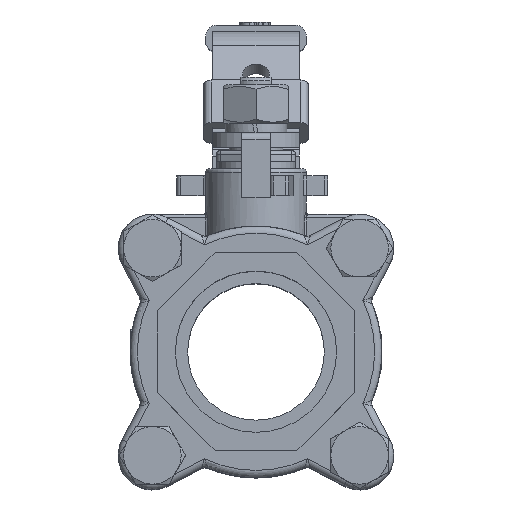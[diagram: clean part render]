
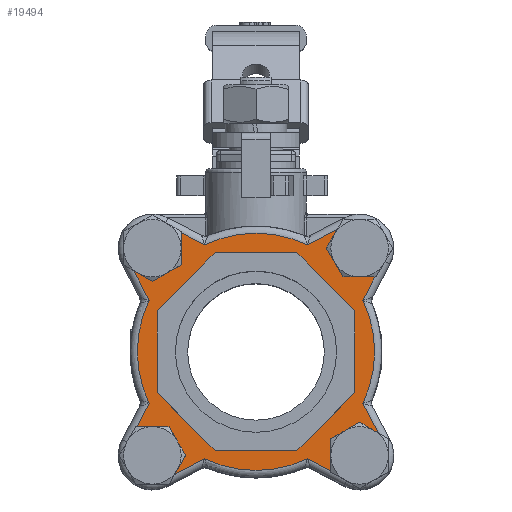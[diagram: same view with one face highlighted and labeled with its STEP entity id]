
A CAD part, top view. The second image highlights one B-rep face of the part: STEP entity #19494.
In plain terms, the highlighted planar face has unit normal (0, 0, 1).
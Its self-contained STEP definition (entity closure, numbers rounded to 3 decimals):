
#1073=FACE_BOUND('',#3773,.T.);
#1074=FACE_BOUND('',#3774,.T.);
#1075=FACE_BOUND('',#3775,.T.);
#1076=FACE_BOUND('',#3776,.T.);
#1077=FACE_BOUND('',#3777,.T.);
#1649=CIRCLE('',#20631,33.);
#1655=CIRCLE('',#20641,33.);
#1664=CIRCLE('',#20657,33.);
#1674=CIRCLE('',#20675,33.);
#1711=CIRCLE('',#20742,7.5);
#1712=CIRCLE('',#20745,7.5);
#1713=CIRCLE('',#20747,7.5);
#1714=CIRCLE('',#20749,7.5);
#1715=CIRCLE('',#20751,5.25);
#1716=CIRCLE('',#20752,5.25);
#1717=CIRCLE('',#20753,5.25);
#1718=CIRCLE('',#20754,5.25);
#2623=FACE_OUTER_BOUND('',#3772,.T.);
#3772=EDGE_LOOP('',(#15345,#15346,#15347,#15348,#15349,#15350,#15351,#15352,
#15353,#15354,#15355,#15356,#15357,#15358,#15359,#15360));
#3773=EDGE_LOOP('',(#15361));
#3774=EDGE_LOOP('',(#15362));
#3775=EDGE_LOOP('',(#15363));
#3776=EDGE_LOOP('',(#15364));
#3777=EDGE_LOOP('',(#15365,#15366,#15367,#15368,#15369,#15370,#15371,#15372));
#5133=LINE('',#32594,#6576);
#5141=LINE('',#32849,#6584);
#5148=LINE('',#33011,#6591);
#5152=LINE('',#33132,#6595);
#5159=LINE('',#33294,#6602);
#5170=LINE('',#33585,#6613);
#5185=LINE('',#33650,#6628);
#5186=LINE('',#33656,#6629);
#5187=LINE('',#33674,#6630);
#5188=LINE('',#33676,#6631);
#5189=LINE('',#33678,#6632);
#5190=LINE('',#33680,#6633);
#5191=LINE('',#33682,#6634);
#5192=LINE('',#33684,#6635);
#5193=LINE('',#33686,#6636);
#5194=LINE('',#33687,#6637);
#6576=VECTOR('',#23637,10.);
#6584=VECTOR('',#23683,10.);
#6591=VECTOR('',#23704,10.);
#6595=VECTOR('',#23730,10.);
#6602=VECTOR('',#23751,10.);
#6613=VECTOR('',#23818,10.);
#6628=VECTOR('',#23913,10.);
#6629=VECTOR('',#23922,10.);
#6630=VECTOR('',#23945,10.);
#6631=VECTOR('',#23946,10.);
#6632=VECTOR('',#23947,10.);
#6633=VECTOR('',#23948,10.);
#6634=VECTOR('',#23949,10.);
#6635=VECTOR('',#23950,10.);
#6636=VECTOR('',#23951,10.);
#6637=VECTOR('',#23952,10.);
#8283=VERTEX_POINT('',#32575);
#8284=VERTEX_POINT('',#32593);
#8287=VERTEX_POINT('',#32601);
#8292=VERTEX_POINT('',#32656);
#8300=VERTEX_POINT('',#32743);
#8305=VERTEX_POINT('',#32847);
#8308=VERTEX_POINT('',#32885);
#8316=VERTEX_POINT('',#33010);
#8318=VERTEX_POINT('',#33016);
#8325=VERTEX_POINT('',#33130);
#8328=VERTEX_POINT('',#33168);
#8336=VERTEX_POINT('',#33293);
#8338=VERTEX_POINT('',#33299);
#8361=VERTEX_POINT('',#33583);
#8371=VERTEX_POINT('',#33648);
#8372=VERTEX_POINT('',#33652);
#8373=VERTEX_POINT('',#33664);
#8374=VERTEX_POINT('',#33666);
#8375=VERTEX_POINT('',#33668);
#8376=VERTEX_POINT('',#33670);
#8377=VERTEX_POINT('',#33672);
#8378=VERTEX_POINT('',#33673);
#8379=VERTEX_POINT('',#33675);
#8380=VERTEX_POINT('',#33677);
#8381=VERTEX_POINT('',#33679);
#8382=VERTEX_POINT('',#33681);
#8383=VERTEX_POINT('',#33683);
#8384=VERTEX_POINT('',#33685);
#10629=EDGE_CURVE('',#8283,#8284,#5133,.T.);
#10634=EDGE_CURVE('',#8287,#8283,#1649,.T.);
#10651=EDGE_CURVE('',#8292,#8300,#1655,.T.);
#10661=EDGE_CURVE('',#8305,#8287,#5141,.T.);
#10676=EDGE_CURVE('',#8308,#8316,#5148,.T.);
#10680=EDGE_CURVE('',#8318,#8308,#1664,.T.);
#10692=EDGE_CURVE('',#8325,#8318,#5152,.T.);
#10707=EDGE_CURVE('',#8328,#8336,#5159,.T.);
#10711=EDGE_CURVE('',#8338,#8328,#1674,.T.);
#10747=EDGE_CURVE('',#8361,#8338,#5170,.T.);
#10779=EDGE_CURVE('',#8371,#8292,#5185,.T.);
#10781=EDGE_CURVE('',#8372,#8361,#1711,.T.);
#10782=EDGE_CURVE('',#8300,#8372,#5186,.T.);
#10783=EDGE_CURVE('',#8336,#8325,#1712,.T.);
#10784=EDGE_CURVE('',#8284,#8371,#1713,.T.);
#10785=EDGE_CURVE('',#8316,#8305,#1714,.T.);
#10786=EDGE_CURVE('',#8373,#8373,#1715,.T.);
#10787=EDGE_CURVE('',#8374,#8374,#1716,.T.);
#10788=EDGE_CURVE('',#8375,#8375,#1717,.T.);
#10789=EDGE_CURVE('',#8376,#8376,#1718,.T.);
#10790=EDGE_CURVE('',#8377,#8378,#5187,.T.);
#10791=EDGE_CURVE('',#8378,#8379,#5188,.T.);
#10792=EDGE_CURVE('',#8379,#8380,#5189,.T.);
#10793=EDGE_CURVE('',#8380,#8381,#5190,.T.);
#10794=EDGE_CURVE('',#8381,#8382,#5191,.T.);
#10795=EDGE_CURVE('',#8382,#8383,#5192,.T.);
#10796=EDGE_CURVE('',#8383,#8384,#5193,.T.);
#10797=EDGE_CURVE('',#8384,#8377,#5194,.T.);
#15345=ORIENTED_EDGE('',*,*,#10692,.F.);
#15346=ORIENTED_EDGE('',*,*,#10783,.F.);
#15347=ORIENTED_EDGE('',*,*,#10707,.F.);
#15348=ORIENTED_EDGE('',*,*,#10711,.F.);
#15349=ORIENTED_EDGE('',*,*,#10747,.F.);
#15350=ORIENTED_EDGE('',*,*,#10781,.F.);
#15351=ORIENTED_EDGE('',*,*,#10782,.F.);
#15352=ORIENTED_EDGE('',*,*,#10651,.F.);
#15353=ORIENTED_EDGE('',*,*,#10779,.F.);
#15354=ORIENTED_EDGE('',*,*,#10784,.F.);
#15355=ORIENTED_EDGE('',*,*,#10629,.F.);
#15356=ORIENTED_EDGE('',*,*,#10634,.F.);
#15357=ORIENTED_EDGE('',*,*,#10661,.F.);
#15358=ORIENTED_EDGE('',*,*,#10785,.F.);
#15359=ORIENTED_EDGE('',*,*,#10676,.F.);
#15360=ORIENTED_EDGE('',*,*,#10680,.F.);
#15361=ORIENTED_EDGE('',*,*,#10786,.T.);
#15362=ORIENTED_EDGE('',*,*,#10787,.T.);
#15363=ORIENTED_EDGE('',*,*,#10788,.T.);
#15364=ORIENTED_EDGE('',*,*,#10789,.T.);
#15365=ORIENTED_EDGE('',*,*,#10790,.T.);
#15366=ORIENTED_EDGE('',*,*,#10791,.T.);
#15367=ORIENTED_EDGE('',*,*,#10792,.T.);
#15368=ORIENTED_EDGE('',*,*,#10793,.T.);
#15369=ORIENTED_EDGE('',*,*,#10794,.T.);
#15370=ORIENTED_EDGE('',*,*,#10795,.T.);
#15371=ORIENTED_EDGE('',*,*,#10796,.T.);
#15372=ORIENTED_EDGE('',*,*,#10797,.T.);
#17509=PLANE('',#20750);
#19494=ADVANCED_FACE('',(#2623,#1073,#1074,#1075,#1076,#1077),#17509,.T.);
#20631=AXIS2_PLACEMENT_3D('',#32610,#23645,#23646);
#20641=AXIS2_PLACEMENT_3D('',#32744,#23669,#23670);
#20657=AXIS2_PLACEMENT_3D('',#33025,#23711,#23712);
#20675=AXIS2_PLACEMENT_3D('',#33308,#23758,#23759);
#20742=AXIS2_PLACEMENT_3D('',#33654,#23918,#23919);
#20745=AXIS2_PLACEMENT_3D('',#33658,#23925,#23926);
#20747=AXIS2_PLACEMENT_3D('',#33660,#23929,#23930);
#20749=AXIS2_PLACEMENT_3D('',#33662,#23933,#23934);
#20750=AXIS2_PLACEMENT_3D('',#33663,#23935,#23936);
#20751=AXIS2_PLACEMENT_3D('',#33665,#23937,#23938);
#20752=AXIS2_PLACEMENT_3D('',#33667,#23939,#23940);
#20753=AXIS2_PLACEMENT_3D('',#33669,#23941,#23942);
#20754=AXIS2_PLACEMENT_3D('',#33671,#23943,#23944);
#23637=DIRECTION('',(-0.462,0.887,0.));
#23645=DIRECTION('center_axis',(0.,0.,-1.));
#23646=DIRECTION('ref_axis',(-1.,0.,0.));
#23669=DIRECTION('center_axis',(0.,0.,-1.));
#23670=DIRECTION('ref_axis',(0.,1.,0.));
#23683=DIRECTION('',(0.462,0.887,0.));
#23704=DIRECTION('',(-0.887,-0.462,0.));
#23711=DIRECTION('center_axis',(0.,0.,-1.));
#23712=DIRECTION('ref_axis',(0.,-1.,0.));
#23730=DIRECTION('',(-0.887,0.462,0.));
#23751=DIRECTION('',(0.462,-0.887,0.));
#23758=DIRECTION('center_axis',(0.,0.,-1.));
#23759=DIRECTION('ref_axis',(1.,0.,0.));
#23818=DIRECTION('',(-0.462,-0.887,0.));
#23913=DIRECTION('',(0.887,-0.462,0.));
#23918=DIRECTION('center_axis',(0.,0.,-1.));
#23919=DIRECTION('ref_axis',(0.707,0.707,0.));
#23922=DIRECTION('',(0.887,0.462,0.));
#23925=DIRECTION('center_axis',(0.,0.,-1.));
#23926=DIRECTION('ref_axis',(0.707,-0.707,0.));
#23929=DIRECTION('center_axis',(0.,0.,-1.));
#23930=DIRECTION('ref_axis',(-0.707,0.707,0.));
#23933=DIRECTION('center_axis',(0.,0.,-1.));
#23934=DIRECTION('ref_axis',(-0.707,-0.707,0.));
#23935=DIRECTION('center_axis',(0.,0.,1.));
#23936=DIRECTION('ref_axis',(-1.,0.,0.));
#23937=DIRECTION('center_axis',(0.,0.,-1.));
#23938=DIRECTION('ref_axis',(1.,0.,0.));
#23939=DIRECTION('center_axis',(0.,0.,-1.));
#23940=DIRECTION('ref_axis',(1.,0.,0.));
#23941=DIRECTION('center_axis',(0.,0.,-1.));
#23942=DIRECTION('ref_axis',(1.,0.,0.));
#23943=DIRECTION('center_axis',(0.,0.,-1.));
#23944=DIRECTION('ref_axis',(1.,0.,0.));
#23945=DIRECTION('',(0.707,0.707,0.));
#23946=DIRECTION('',(1.,0.,0.));
#23947=DIRECTION('',(0.707,-0.707,0.));
#23948=DIRECTION('',(0.,-1.,0.));
#23949=DIRECTION('',(-0.707,-0.707,0.));
#23950=DIRECTION('',(-1.,0.,0.));
#23951=DIRECTION('',(-0.707,0.707,0.));
#23952=DIRECTION('',(0.,1.,0.));
#32575=CARTESIAN_POINT('',(-29.727,14.329,36.));
#32593=CARTESIAN_POINT('',(-35.467,25.35,36.));
#32594=CARTESIAN_POINT('',(-26.491,8.115,36.));
#32601=CARTESIAN_POINT('',(-29.727,-14.329,36.));
#32610=CARTESIAN_POINT('Origin',(0.,0.,36.));
#32656=CARTESIAN_POINT('',(-14.329,29.727,36.));
#32743=CARTESIAN_POINT('',(14.329,29.727,36.));
#32744=CARTESIAN_POINT('Origin',(0.,0.,36.));
#32847=CARTESIAN_POINT('',(-35.467,-25.35,36.));
#32849=CARTESIAN_POINT('',(-23.848,-3.04,36.));
#32885=CARTESIAN_POINT('',(-14.329,-29.727,36.));
#33010=CARTESIAN_POINT('',(-25.35,-35.467,36.));
#33011=CARTESIAN_POINT('',(-8.115,-26.491,36.));
#33016=CARTESIAN_POINT('',(14.329,-29.727,36.));
#33025=CARTESIAN_POINT('Origin',(0.,0.,36.));
#33130=CARTESIAN_POINT('',(25.35,-35.467,36.));
#33132=CARTESIAN_POINT('',(3.04,-23.848,36.));
#33168=CARTESIAN_POINT('',(29.727,-14.329,36.));
#33293=CARTESIAN_POINT('',(35.467,-25.35,36.));
#33294=CARTESIAN_POINT('',(26.491,-8.115,36.));
#33299=CARTESIAN_POINT('',(29.727,14.329,36.));
#33308=CARTESIAN_POINT('Origin',(0.,0.,36.));
#33583=CARTESIAN_POINT('',(35.467,25.35,36.));
#33585=CARTESIAN_POINT('',(23.848,3.04,36.));
#33648=CARTESIAN_POINT('',(-25.35,35.467,36.));
#33650=CARTESIAN_POINT('',(-3.04,23.848,36.));
#33652=CARTESIAN_POINT('',(25.35,35.467,36.));
#33654=CARTESIAN_POINT('Origin',(28.815,28.815,36.));
#33656=CARTESIAN_POINT('',(8.115,26.491,36.));
#33658=CARTESIAN_POINT('Origin',(28.815,-28.815,36.));
#33660=CARTESIAN_POINT('Origin',(-28.815,28.815,36.));
#33662=CARTESIAN_POINT('Origin',(-28.815,-28.815,36.));
#33663=CARTESIAN_POINT('Origin',(0.,0.,
36.));
#33664=CARTESIAN_POINT('',(-34.065,-28.815,36.));
#33665=CARTESIAN_POINT('Origin',(-28.815,-28.815,36.));
#33666=CARTESIAN_POINT('',(23.565,-28.815,36.));
#33667=CARTESIAN_POINT('Origin',(28.815,-28.815,36.));
#33668=CARTESIAN_POINT('',(23.565,28.815,36.));
#33669=CARTESIAN_POINT('Origin',(28.815,28.815,36.));
#33670=CARTESIAN_POINT('',(-34.065,28.815,36.));
#33671=CARTESIAN_POINT('Origin',(-28.815,28.815,36.));
#33672=CARTESIAN_POINT('',(-27.5,11.391,36.));
#33673=CARTESIAN_POINT('',(-11.391,27.5,36.));
#33674=CARTESIAN_POINT('',(-15.418,23.473,36.));
#33675=CARTESIAN_POINT('',(11.391,27.5,36.));
#33676=CARTESIAN_POINT('',(5.695,27.5,36.));
#33677=CARTESIAN_POINT('',(27.5,11.391,36.));
#33678=CARTESIAN_POINT('',(23.473,15.418,36.));
#33679=CARTESIAN_POINT('',(27.5,-11.391,36.));
#33680=CARTESIAN_POINT('',(27.5,-5.695,36.));
#33681=CARTESIAN_POINT('',(11.391,-27.5,36.));
#33682=CARTESIAN_POINT('',(15.418,-23.473,36.));
#33683=CARTESIAN_POINT('',(-11.391,-27.5,36.));
#33684=CARTESIAN_POINT('',(-5.695,-27.5,36.));
#33685=CARTESIAN_POINT('',(-27.5,-11.391,36.));
#33686=CARTESIAN_POINT('',(-23.473,-15.418,36.));
#33687=CARTESIAN_POINT('',(-27.5,5.695,36.));
